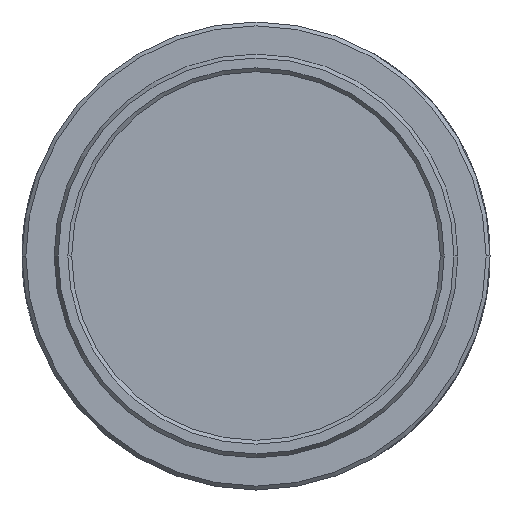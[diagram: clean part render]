
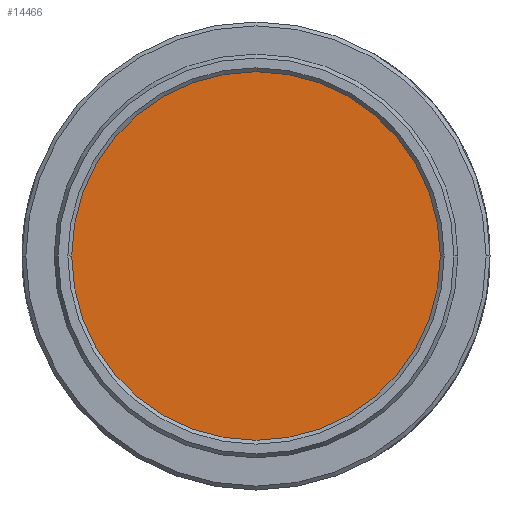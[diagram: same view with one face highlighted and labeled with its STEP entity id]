
A CAD part, left-side view. The second image highlights one B-rep face of the part: STEP entity #14466.
In plain terms, the highlighted planar face has unit normal (-1, 0, 0).
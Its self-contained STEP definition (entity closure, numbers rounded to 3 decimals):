
#540 = CARTESIAN_POINT ( 'NONE',  ( -1.905, 0., 0. ) ) ;
#1107 = CARTESIAN_POINT ( 'NONE',  ( -1.905, 0., -12.7 ) ) ;
#1373 = ORIENTED_EDGE ( 'NONE', *, *, #10403, .F. ) ;
#1463 = AXIS2_PLACEMENT_3D ( 'NONE', #540, #8547, #1673 ) ;
#1673 = DIRECTION ( 'NONE',  ( 0., 0., -1. ) ) ;
#2067 = DIRECTION ( 'NONE',  ( 0., 0., -1. ) ) ;
#2676 = DIRECTION ( 'NONE',  ( 1., 0., 0. ) ) ;
#3831 = EDGE_LOOP ( 'NONE', ( #1373, #6756 ) ) ;
#4442 = CIRCLE ( 'NONE', #1463, 12.7 ) ;
#5318 = VERTEX_POINT ( 'NONE', #1107 ) ;
#5479 = CARTESIAN_POINT ( 'NONE',  ( -1.905, 0., 0. ) ) ;
#5747 = CIRCLE ( 'NONE', #10029, 12.7 ) ;
#5786 = CARTESIAN_POINT ( 'NONE',  ( -1.905, 0., 12.7 ) ) ;
#6038 = VERTEX_POINT ( 'NONE', #5786 ) ;
#6700 = EDGE_CURVE ( 'NONE', #6038, #5318, #4442, .T. ) ;
#6756 = ORIENTED_EDGE ( 'NONE', *, *, #6700, .F. ) ;
#8547 = DIRECTION ( 'NONE',  ( 1., 0., 0. ) ) ;
#8927 = DIRECTION ( 'NONE',  ( 1., 0., 0. ) ) ;
#9180 = AXIS2_PLACEMENT_3D ( 'NONE', #5479, #8927, #2067 ) ;
#9512 = CARTESIAN_POINT ( 'NONE',  ( -1.905, 0., 0. ) ) ;
#10029 = AXIS2_PLACEMENT_3D ( 'NONE', #9512, #2676, #10676 ) ;
#10403 = EDGE_CURVE ( 'NONE', #5318, #6038, #5747, .T. ) ;
#10676 = DIRECTION ( 'NONE',  ( 0., 0., -1. ) ) ;
#14270 = FACE_OUTER_BOUND ( 'NONE', #3831, .T. ) ;
#14466 = ADVANCED_FACE ( 'NONE', ( #14270 ), #14559, .F. ) ;
#14559 = PLANE ( 'NONE',  #9180 ) ;
